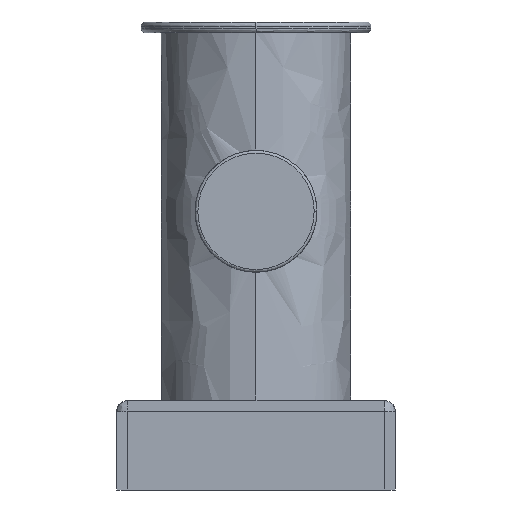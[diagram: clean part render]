
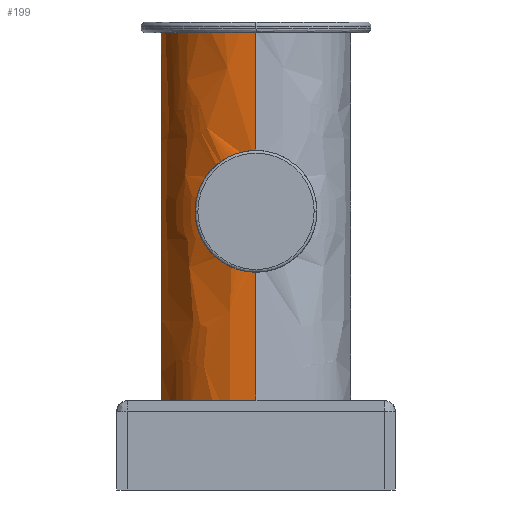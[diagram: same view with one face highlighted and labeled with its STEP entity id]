
A CAD part, left-side view. The second image highlights one B-rep face of the part: STEP entity #199.
In plain terms, the highlighted free-form (B-spline) face has degree [2, 1] with [5, 2] control points.
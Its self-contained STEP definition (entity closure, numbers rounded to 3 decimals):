
#199=ADVANCED_FACE($,(#384),#2142,.T.);
#384=FACE_OUTER_BOUND($,#569,.T.);
#569=EDGE_LOOP($,(#1015,#1016,#1017,#1018,#1019,#1020,#1021,#1022,#1023,
#1024,#1025,#1026));
#1015=ORIENTED_EDGE($,*,*,#1661,.T.);
#1016=ORIENTED_EDGE($,*,*,#1663,.T.);
#1017=ORIENTED_EDGE($,*,*,#1627,.T.);
#1018=ORIENTED_EDGE($,*,*,#1662,.T.);
#1019=ORIENTED_EDGE($,*,*,#1653,.T.);
#1020=ORIENTED_EDGE($,*,*,#1656,.T.);
#1021=ORIENTED_EDGE($,*,*,#1630,.F.);
#1022=ORIENTED_EDGE($,*,*,#1628,.T.);
#1023=ORIENTED_EDGE($,*,*,#1626,.T.);
#1024=ORIENTED_EDGE($,*,*,#1632,.F.);
#1025=ORIENTED_EDGE($,*,*,#1631,.T.);
#1026=ORIENTED_EDGE($,*,*,#1641,.T.);
#1626=EDGE_CURVE($,#1967,#1968,#2388,.T.);
#1627=EDGE_CURVE($,#1969,#1987,#2389,.T.);
#1628=EDGE_CURVE($,#1970,#1967,#2390,.T.);
#1630=EDGE_CURVE($,#1970,#1966,#2392,.T.);
#1631=EDGE_CURVE($,#1971,#1973,#2538,.T.);
#1632=EDGE_CURVE($,#1971,#1968,#2393,.T.);
#1641=EDGE_CURVE($,#1973,#1975,#2542,.T.);
#1653=EDGE_CURVE($,#1981,#1983,#2550,.T.);
#1656=EDGE_CURVE($,#1983,#1966,#2552,.T.);
#1661=EDGE_CURVE($,#1975,#1986,#2555,.T.);
#1662=EDGE_CURVE($,#1987,#1981,#2556,.T.);
#1663=EDGE_CURVE($,#1986,#1969,#2406,.T.);
#1966=VERTEX_POINT($,#5427);
#1967=VERTEX_POINT($,#5428);
#1968=VERTEX_POINT($,#5429);
#1969=VERTEX_POINT($,#5430);
#1970=VERTEX_POINT($,#5431);
#1971=VERTEX_POINT($,#5432);
#1973=VERTEX_POINT($,#5434);
#1975=VERTEX_POINT($,#5436);
#1981=VERTEX_POINT($,#5442);
#1983=VERTEX_POINT($,#5444);
#1986=VERTEX_POINT($,#5447);
#1987=VERTEX_POINT($,#5448);
#2142=(
BOUNDED_SURFACE()
B_SPLINE_SURFACE(2,1,((#5003,#5004),(#5005,#5006),(#5007,#5008),(#5009,#5010),
(#5011,#5012)),.UNSPECIFIED.,.F.,.F.,.F.)
B_SPLINE_SURFACE_WITH_KNOTS((3,2,3),(2,2),(0.,109.956,219.911),
(214.,544.),.UNSPECIFIED.)
GEOMETRIC_REPRESENTATION_ITEM()
RATIONAL_B_SPLINE_SURFACE(((1.,1.),(0.707,0.707),
(1.,1.),(0.707,0.707),(1.,1.)))
REPRESENTATION_ITEM($)
SURFACE()
);
#2388=B_SPLINE_CURVE_WITH_KNOTS($,3,(#4708,#4709,#4710,#4711,#4712,#4713,
#4714,#4715,#4716,#4717,#4718,#4719,#4720,#4721),.UNSPECIFIED.,.F.,.F.,(4,
2,2,2,2,2,4),(0.,7.159,14.339,28.623,42.688,
49.485,56.04),.UNSPECIFIED.);
#2389=B_SPLINE_CURVE_WITH_KNOTS($,3,(#4722,#4723,#4724,#4725,#4726,#4727,
#4728,#4729,#4730,#4731,#4732,#4733,#4734,#4735),.UNSPECIFIED.,.F.,.F.,(4,
2,2,2,2,2,4),(-223.783,-216.602,-209.43,-195.192,
-181.569,-174.701,-167.837),.UNSPECIFIED.);
#2390=B_SPLINE_CURVE_WITH_KNOTS($,3,(#4736,#4737,#4738,#4739,#4740,#4741,
#4742,#4743,#4744,#4745,#4746,#4747,#4748,#4749),.UNSPECIFIED.,.F.,.F.,(4,
2,2,2,2,2,4),(-56.04,-49.485,-42.685,-28.627,
-14.341,-7.162,0.),.UNSPECIFIED.);
#2392=B_SPLINE_CURVE_WITH_KNOTS($,1,(#4776,#4777),.UNSPECIFIED.,.F.,.F.,
(2,2),(447.,544.),.UNSPECIFIED.);
#2393=B_SPLINE_CURVE_WITH_KNOTS($,1,(#4781,#4782),.UNSPECIFIED.,.F.,.F.,
(2,2),(214.,377.),.UNSPECIFIED.);
#2406=B_SPLINE_CURVE_WITH_KNOTS($,3,(#4931,#4932,#4933,#4934,#4935,#4936,
#4937,#4938,#4939,#4940,#4941,#4942,#4943,#4944,#4945,#4946),.UNSPECIFIED.,
.F.,.F.,(4,2,2,2,2,2,2,4),(-55.946,-55.928,-49.072,
-42.217,-28.551,-14.34,-7.172,
0.),.UNSPECIFIED.);
#2538=(
BOUNDED_CURVE()
B_SPLINE_CURVE(2,(#4778,#4779,#4780),.UNSPECIFIED.,.F.,.F.)
B_SPLINE_CURVE_WITH_KNOTS((3,3),(-439.778,-329.834),.UNSPECIFIED.)
CURVE()
GEOMETRIC_REPRESENTATION_ITEM()
RATIONAL_B_SPLINE_CURVE((1.,0.707,1.))
REPRESENTATION_ITEM($)
);
#2542=(
BOUNDED_CURVE()
B_SPLINE_CURVE(2,(#4808,#4809,#4810),.UNSPECIFIED.,.F.,.F.)
B_SPLINE_CURVE_WITH_KNOTS((3,3),(-329.834,-219.889),.UNSPECIFIED.)
CURVE()
GEOMETRIC_REPRESENTATION_ITEM()
RATIONAL_B_SPLINE_CURVE((1.,0.707,1.))
REPRESENTATION_ITEM($)
);
#2550=(
BOUNDED_CURVE()
B_SPLINE_CURVE(2,(#4872,#4873,#4874),.UNSPECIFIED.,.F.,.F.)
B_SPLINE_CURVE_WITH_KNOTS((3,3),(-219.911,-109.956),.UNSPECIFIED.)
CURVE()
GEOMETRIC_REPRESENTATION_ITEM()
RATIONAL_B_SPLINE_CURVE((1.,0.707,1.))
REPRESENTATION_ITEM($)
);
#2552=(
BOUNDED_CURVE()
B_SPLINE_CURVE(2,(#4888,#4889,#4890),.UNSPECIFIED.,.F.,.F.)
B_SPLINE_CURVE_WITH_KNOTS((3,3),(-109.956,0.),.UNSPECIFIED.)
CURVE()
GEOMETRIC_REPRESENTATION_ITEM()
RATIONAL_B_SPLINE_CURVE((1.,0.707,1.))
REPRESENTATION_ITEM($)
);
#2555=(
BOUNDED_CURVE()
B_SPLINE_CURVE(1,(#4927,#4928),.UNSPECIFIED.,.F.,.F.)
B_SPLINE_CURVE_WITH_KNOTS((2,2),(214.,377.),.UNSPECIFIED.)
CURVE()
GEOMETRIC_REPRESENTATION_ITEM()
RATIONAL_B_SPLINE_CURVE((1.,1.))
REPRESENTATION_ITEM($)
);
#2556=(
BOUNDED_CURVE()
B_SPLINE_CURVE(1,(#4929,#4930),.UNSPECIFIED.,.F.,.F.)
B_SPLINE_CURVE_WITH_KNOTS((2,2),(447.,544.),.UNSPECIFIED.)
CURVE()
GEOMETRIC_REPRESENTATION_ITEM()
RATIONAL_B_SPLINE_CURVE((1.,1.))
REPRESENTATION_ITEM($)
);
#4708=CARTESIAN_POINT($,(164.122,138.,206.));
#4709=CARTESIAN_POINT($,(164.122,138.,203.602));
#4710=CARTESIAN_POINT($,(164.261,137.762,201.283));
#4711=CARTESIAN_POINT($,(164.801,136.801,196.61));
#4712=CARTESIAN_POINT($,(165.185,136.106,194.401));
#4713=CARTESIAN_POINT($,(166.618,133.338,187.93));
#4714=CARTESIAN_POINT($,(167.898,130.666,184.072));
#4715=CARTESIAN_POINT($,(170.335,124.097,177.707));
#4716=CARTESIAN_POINT($,(171.489,120.224,175.181));
#4717=CARTESIAN_POINT($,(172.69,113.83,172.642));
#4718=CARTESIAN_POINT($,(172.992,111.71,172.025));
#4719=CARTESIAN_POINT($,(173.399,107.334,171.201));
#4720=CARTESIAN_POINT($,(173.5,105.196,171.));
#4721=CARTESIAN_POINT($,(173.5,103.,171.));
#4722=CARTESIAN_POINT($,(42.878,138.,206.));
#4723=CARTESIAN_POINT($,(42.878,138.,208.41));
#4724=CARTESIAN_POINT($,(42.738,137.76,210.739));
#4725=CARTESIAN_POINT($,(42.194,136.792,215.424));
#4726=CARTESIAN_POINT($,(41.808,136.094,217.634));
#4727=CARTESIAN_POINT($,(40.373,133.321,224.097));
#4728=CARTESIAN_POINT($,(39.095,130.649,227.948));
#4729=CARTESIAN_POINT($,(36.695,124.178,234.211));
#4730=CARTESIAN_POINT($,(35.573,120.434,236.68));
#4731=CARTESIAN_POINT($,(34.365,114.175,239.245));
#4732=CARTESIAN_POINT($,(34.049,112.038,239.891));
#4733=CARTESIAN_POINT($,(33.611,107.539,240.78));
#4734=CARTESIAN_POINT($,(33.5,105.303,241.));
#4735=CARTESIAN_POINT($,(33.5,103.,241.));
#4736=CARTESIAN_POINT($,(173.5,103.,241.));
#4737=CARTESIAN_POINT($,(173.5,105.196,241.));
#4738=CARTESIAN_POINT($,(173.399,107.334,240.799));
#4739=CARTESIAN_POINT($,(172.992,111.711,239.974));
#4740=CARTESIAN_POINT($,(172.689,113.831,239.357));
#4741=CARTESIAN_POINT($,(171.489,120.225,236.819));
#4742=CARTESIAN_POINT($,(170.336,124.096,234.294));
#4743=CARTESIAN_POINT($,(167.898,130.664,227.93));
#4744=CARTESIAN_POINT($,(166.619,133.337,224.072));
#4745=CARTESIAN_POINT($,(165.186,136.105,217.601));
#4746=CARTESIAN_POINT($,(164.801,136.801,215.393));
#4747=CARTESIAN_POINT($,(164.261,137.762,210.719));
#4748=CARTESIAN_POINT($,(164.122,138.,208.399));
#4749=CARTESIAN_POINT($,(164.122,138.,206.));
#4776=CARTESIAN_POINT($,(173.5,103.,241.));
#4777=CARTESIAN_POINT($,(173.5,103.,338.));
#4778=CARTESIAN_POINT($,(173.5,103.,8.));
#4779=CARTESIAN_POINT($,(173.5,173.,8.));
#4780=CARTESIAN_POINT($,(103.5,173.,8.));
#4781=CARTESIAN_POINT($,(173.5,103.,8.));
#4782=CARTESIAN_POINT($,(173.5,103.,171.));
#4808=CARTESIAN_POINT($,(103.5,173.,8.));
#4809=CARTESIAN_POINT($,(33.5,173.,8.));
#4810=CARTESIAN_POINT($,(33.5,103.,8.));
#4872=CARTESIAN_POINT($,(33.5,103.,338.));
#4873=CARTESIAN_POINT($,(33.5,173.,338.));
#4874=CARTESIAN_POINT($,(103.5,173.,338.));
#4888=CARTESIAN_POINT($,(103.5,173.,338.));
#4889=CARTESIAN_POINT($,(173.5,173.,338.));
#4890=CARTESIAN_POINT($,(173.5,103.,338.));
#4927=CARTESIAN_POINT($,(33.5,103.,8.));
#4928=CARTESIAN_POINT($,(33.5,103.,171.));
#4929=CARTESIAN_POINT($,(33.5,103.,241.));
#4930=CARTESIAN_POINT($,(33.5,103.,338.));
#4931=CARTESIAN_POINT($,(33.5,103.,171.));
#4932=CARTESIAN_POINT($,(33.5,103.006,171.));
#4933=CARTESIAN_POINT($,(33.5,103.012,171.));
#4934=CARTESIAN_POINT($,(33.501,105.319,171.001));
#4935=CARTESIAN_POINT($,(33.612,107.553,171.222));
#4936=CARTESIAN_POINT($,(34.05,112.044,172.111));
#4937=CARTESIAN_POINT($,(34.365,114.177,172.755));
#4938=CARTESIAN_POINT($,(35.576,120.446,175.325));
#4939=CARTESIAN_POINT($,(36.701,124.198,177.802));
#4940=CARTESIAN_POINT($,(39.103,130.666,184.076));
#4941=CARTESIAN_POINT($,(40.378,133.33,187.921));
#4942=CARTESIAN_POINT($,(41.81,136.097,194.376));
#4943=CARTESIAN_POINT($,(42.195,136.794,196.585));
#4944=CARTESIAN_POINT($,(42.738,137.761,201.266));
#4945=CARTESIAN_POINT($,(42.878,138.,203.593));
#4946=CARTESIAN_POINT($,(42.878,138.,206.));
#5003=CARTESIAN_POINT($,(173.5,103.,8.));
#5004=CARTESIAN_POINT($,(173.5,103.,338.));
#5005=CARTESIAN_POINT($,(173.5,173.,8.));
#5006=CARTESIAN_POINT($,(173.5,173.,338.));
#5007=CARTESIAN_POINT($,(103.5,173.,8.));
#5008=CARTESIAN_POINT($,(103.5,173.,338.));
#5009=CARTESIAN_POINT($,(33.5,173.,8.));
#5010=CARTESIAN_POINT($,(33.5,173.,338.));
#5011=CARTESIAN_POINT($,(33.5,103.,8.));
#5012=CARTESIAN_POINT($,(33.5,103.,338.));
#5427=CARTESIAN_POINT($,(173.5,103.,338.));
#5428=CARTESIAN_POINT($,(164.122,138.,206.));
#5429=CARTESIAN_POINT($,(173.5,103.,171.));
#5430=CARTESIAN_POINT($,(42.878,138.,206.));
#5431=CARTESIAN_POINT($,(173.5,103.,241.));
#5432=CARTESIAN_POINT($,(173.5,103.,8.));
#5434=CARTESIAN_POINT($,(103.5,173.,8.));
#5436=CARTESIAN_POINT($,(33.5,103.,8.));
#5442=CARTESIAN_POINT($,(33.5,103.,338.));
#5444=CARTESIAN_POINT($,(103.5,173.,338.));
#5447=CARTESIAN_POINT($,(33.5,103.,171.));
#5448=CARTESIAN_POINT($,(33.5,103.,241.));
